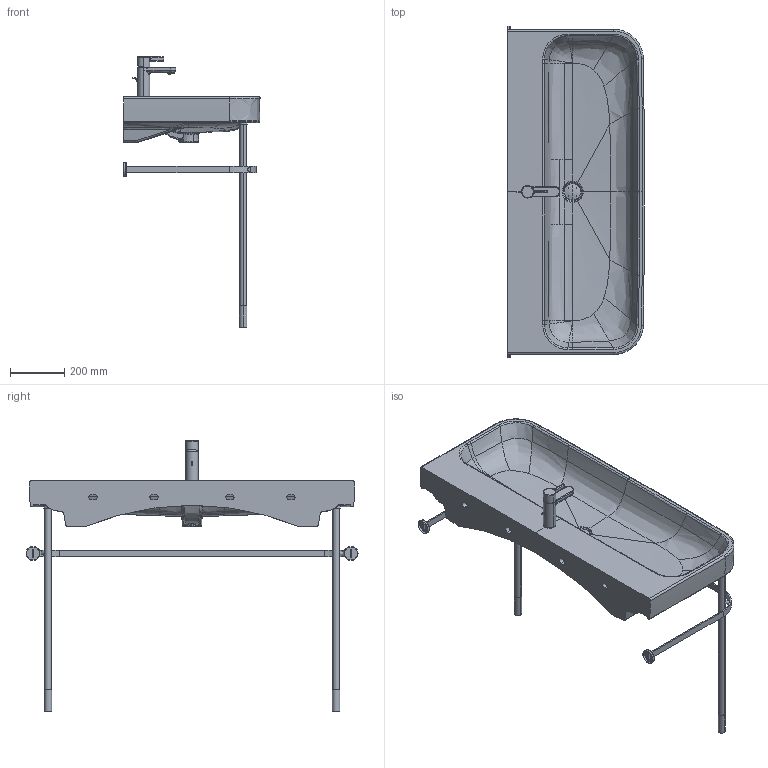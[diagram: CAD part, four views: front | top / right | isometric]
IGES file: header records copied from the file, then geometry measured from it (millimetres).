
Global section: file name: No Iges File Name specified; native system: Autodesk Inventor 2011; preprocessor: AutoDesk Inventor Iges Exporter R2011; author: Administrator; date: 20141121.135311; units: millimetre
Bounding box: 504.84 x 1224.49 x 998.53 mm (x, y, z)
Volume: 24732910.8 mm3; surface area: 2271608.7 mm2
Topology: 14 solids, 14 shells, 676 faces, 1656 edges, 1012 vertices
Faces by surface type: bspline 260, plane 167, revolution 111, cylinder 99, torus 31, cone 5, sphere 3
